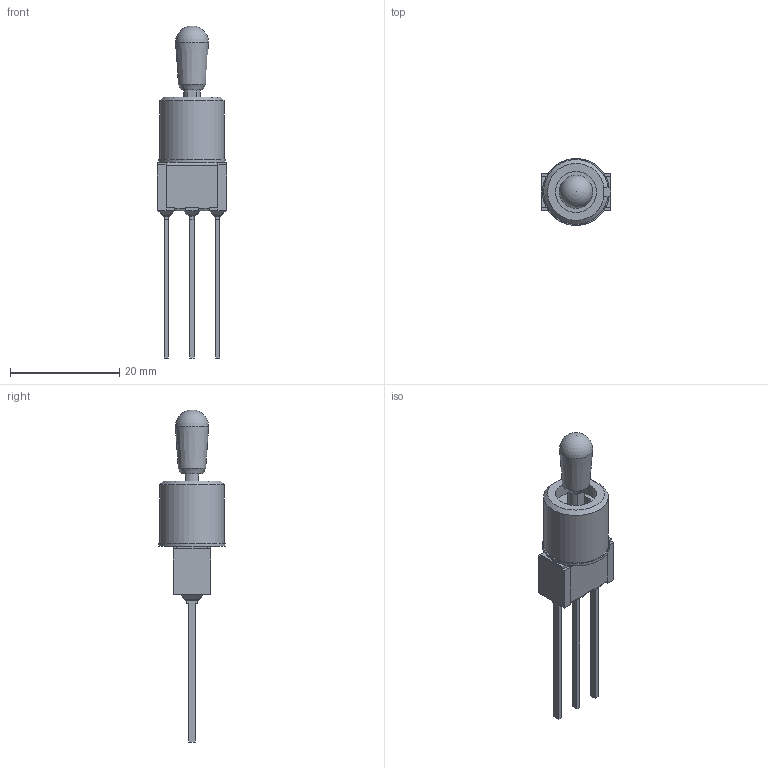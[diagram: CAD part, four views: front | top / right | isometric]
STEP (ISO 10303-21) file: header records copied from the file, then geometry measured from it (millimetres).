
FILE_DESCRIPTION(/* description */ (''),/* implementation_level */ '2;1');
FILE_NAME(/* name */ '100SPxT7B13M54xE.stp',/* time_stamp */ '2026-01-15T18:46:41-06:00',/* author */ ('jmeyers'),/* organization */ (''),/* preprocessor_version */ 'ST-DEVELOPER v18.1',/* originating_system */ 'Autodesk Inventor 2022',/* authorisation */ '');
FILE_SCHEMA (('AUTOMOTIVE_DESIGN { 1 0 10303 214 3 1 1 }'));
Length unit declared in the file: inch
Products named in the file (1): Part86
Bounding box: 12.7 x 12.22 x 60.75 mm (x, y, z)
Volume: 2193.3 mm3; surface area: 2143.5 mm2
Topology: 1 solids, 7 shells, 236 faces, 594 edges, 351 vertices
Faces by surface type: plane 171, cylinder 47, sphere 15, cone 3
Full cylindrical faces by diameter (mm): 7.5 x3
Entity records: 6868 total; most frequent: DIRECTION 1183, CARTESIAN_POINT 1172, ORIENTED_EDGE 1160, EDGE_CURVE 580, LINE 447, VECTOR 447, AXIS2_PLACEMENT_3D 368, VERTEX_POINT 351
